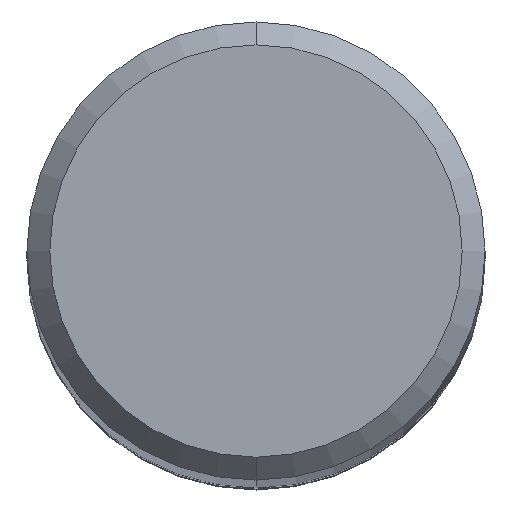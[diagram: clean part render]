
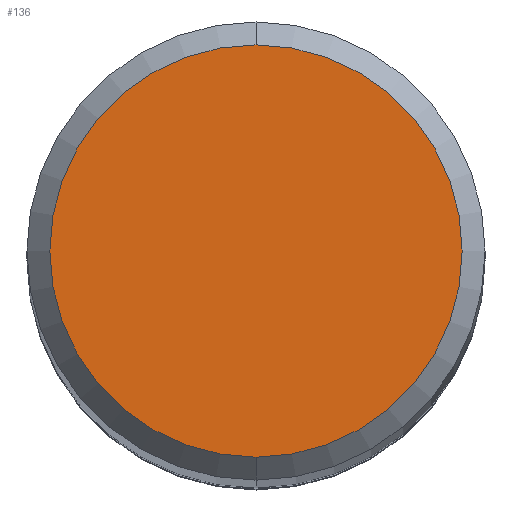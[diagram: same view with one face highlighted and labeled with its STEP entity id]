
A CAD part, top view. The second image highlights one B-rep face of the part: STEP entity #136.
In plain terms, the highlighted planar face has unit normal (0, 0, 1).
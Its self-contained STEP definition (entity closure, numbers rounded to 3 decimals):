
#116=EDGE_CURVE('',#160,#192,#259,.T.);
#136=ADVANCED_FACE('',(#280),#281,.T.);
#160=VERTEX_POINT('',#310);
#180=EDGE_CURVE('',#192,#160,#330,.T.);
#192=VERTEX_POINT('',#344);
#259=CIRCLE('',#408,3.6);
#280=FACE_OUTER_BOUND('',#432,.T.);
#281=PLANE('',#433);
#310=CARTESIAN_POINT('',(0.,-3.6,0.0));
#330=CIRCLE('',#498,3.6);
#344=CARTESIAN_POINT('',(0.0,3.6,0.0));
#408=AXIS2_PLACEMENT_3D('',#594,#595,#596);
#432=EDGE_LOOP('',(#612,#613));
#433=AXIS2_PLACEMENT_3D('',#614,#615,#616);
#498=AXIS2_PLACEMENT_3D('',#669,#670,#671);
#594=CARTESIAN_POINT('',(0.0,0.0,0.0));
#595=DIRECTION('',(0.0,0.0,-1.0));
#596=DIRECTION('',(0.0,1.0,0.0));
#612=ORIENTED_EDGE('',*,*,#180,.F.);
#613=ORIENTED_EDGE('',*,*,#116,.F.);
#614=CARTESIAN_POINT('',(0.0,1.8,0.0));
#615=DIRECTION('',(-0.0,0.0,1.0));
#616=DIRECTION('',(0.0,-1.0,0.0));
#669=CARTESIAN_POINT('',(0.0,0.0,0.0));
#670=DIRECTION('',(0.0,0.0,-1.0));
#671=DIRECTION('',(0.0,1.0,0.0));
